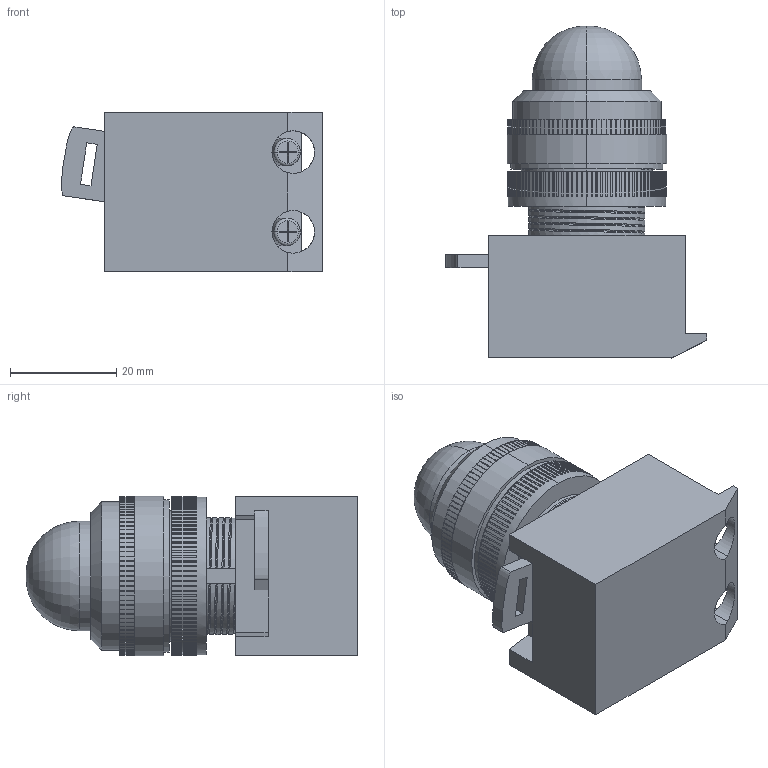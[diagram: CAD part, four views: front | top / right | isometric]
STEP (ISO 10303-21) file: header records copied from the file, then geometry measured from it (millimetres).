
FILE_DESCRIPTION (( 'STEP AP214' ), '1' );
FILE_NAME ('BLS20-AL-K08 Ëàìïà AL-22 ñèãíàëüíàÿ d22ìì ïðîçðà÷. íåîí_240Â öèëèíäð ÈÝÊ.STEP', '2018-01-15T10:18:35', ( '' ), ( '' ), 'SwSTEP 2.0', 'SolidWorks 2014', '' );
FILE_SCHEMA (( 'AUTOMOTIVE_DESIGN' ));
Length unit declared in the file: millimetre
Products named in the file (1): BLS20-AL-K08 Ëàìïà AL-22 ñèãíàëüíàÿ d22ìì ïðîçðà÷. íåîí_240Â öèëèíäð ÈÝÊ
Bounding box: 49.08 x 62.4 x 30 mm (x, y, z)
Volume: 43298.5 mm3; surface area: 10437 mm2
Topology: 1 solids, 1 shells, 948 faces, 2793 edges, 1856 vertices
Faces by surface type: plane 780, cylinder 139, bspline 21, torus 6, cone 2
Entity records: 43471 total; most frequent: CARTESIAN_POINT 17998, ORIENTED_EDGE 5586, DIRECTION 5022, EDGE_CURVE 2793, VECTOR 2240, LINE 2240, VERTEX_POINT 1856, AXIS2_PLACEMENT_3D 1391
